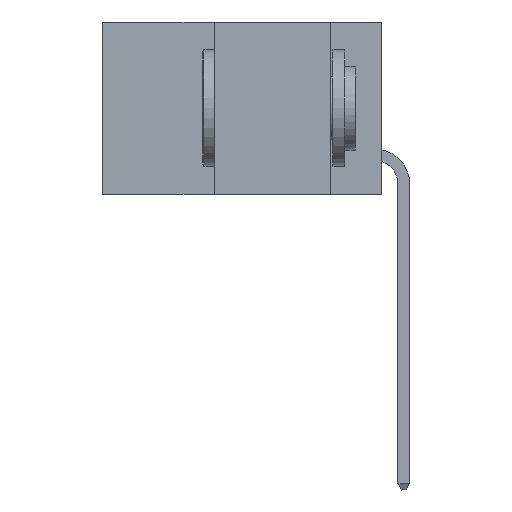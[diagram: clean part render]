
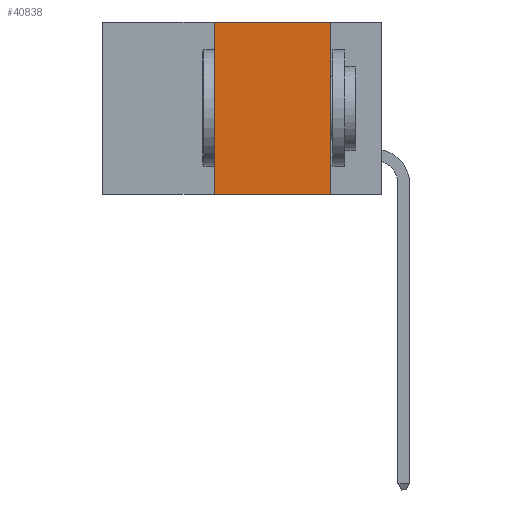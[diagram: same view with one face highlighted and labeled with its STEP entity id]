
A CAD part, left-side view. The second image highlights one B-rep face of the part: STEP entity #40838.
In plain terms, the highlighted planar face has unit normal (-1, 0, 0).
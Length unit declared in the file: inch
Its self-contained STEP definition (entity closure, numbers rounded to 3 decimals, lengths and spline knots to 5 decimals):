
#2611 = EDGE_CURVE ( 'NONE', #8131, #7674, #25043, .T. ) ;
#3858 = DIRECTION ( 'NONE',  ( 0., -1., 0. ) ) ;
#3905 = EDGE_CURVE ( 'NONE', #7674, #21147, #36170, .T. ) ;
#4110 = CARTESIAN_POINT ( 'NONE',  ( 0., 0.11, -0.37 ) ) ;
#4773 = VECTOR ( 'NONE', #28565, 39.37008 ) ;
#7425 = LINE ( 'NONE', #20874, #11850 ) ;
#7674 = VERTEX_POINT ( 'NONE', #22674 ) ;
#8131 = VERTEX_POINT ( 'NONE', #16951 ) ;
#9502 = DIRECTION ( 'NONE',  ( 0., -1., 0. ) ) ;
#9979 = ORIENTED_EDGE ( 'NONE', *, *, #2611, .F. ) ;
#10237 = FACE_OUTER_BOUND ( 'NONE', #12449, .T. ) ;
#10867 = VECTOR ( 'NONE', #3858, 39.37008 ) ;
#11850 = VECTOR ( 'NONE', #9502, 39.37008 ) ;
#12449 = EDGE_LOOP ( 'NONE', ( #25773, #24538, #9979, #24996 ) ) ;
#12857 = CARTESIAN_POINT ( 'NONE',  ( 0., 0.6, 0. ) ) ;
#15379 = PLANE ( 'NONE',  #37048 ) ;
#16951 = CARTESIAN_POINT ( 'NONE',  ( 0., 0.36, -0.37 ) ) ;
#18953 = DIRECTION ( 'NONE',  ( 1., 0., 0. ) ) ;
#19131 = CARTESIAN_POINT ( 'NONE',  ( 0., 0.36, 0. ) ) ;
#19459 = EDGE_CURVE ( 'NONE', #21147, #22466, #36306, .T. ) ;
#20431 = VECTOR ( 'NONE', #32152, 39.37008 ) ;
#20874 = CARTESIAN_POINT ( 'NONE',  ( 0., 0.6, -0.37 ) ) ;
#21147 = VERTEX_POINT ( 'NONE', #35036 ) ;
#22466 = VERTEX_POINT ( 'NONE', #4110 ) ;
#22674 = CARTESIAN_POINT ( 'NONE',  ( 0., 0.36, 0. ) ) ;
#24538 = ORIENTED_EDGE ( 'NONE', *, *, #3905, .F. ) ;
#24996 = ORIENTED_EDGE ( 'NONE', *, *, #32016, .T. ) ;
#25043 = LINE ( 'NONE', #19131, #4773 ) ;
#25773 = ORIENTED_EDGE ( 'NONE', *, *, #19459, .F. ) ;
#28565 = DIRECTION ( 'NONE',  ( 0., 0., 1. ) ) ;
#28906 = DIRECTION ( 'NONE',  ( 0., 0., -1. ) ) ;
#29127 = CARTESIAN_POINT ( 'NONE',  ( 0., 0.11, 0. ) ) ;
#31696 = CARTESIAN_POINT ( 'NONE',  ( 0., 0.6, 0. ) ) ;
#32016 = EDGE_CURVE ( 'NONE', #8131, #22466, #7425, .T. ) ;
#32152 = DIRECTION ( 'NONE',  ( 0., 0., -1. ) ) ;
#35036 = CARTESIAN_POINT ( 'NONE',  ( 0., 0.11, 0. ) ) ;
#36170 = LINE ( 'NONE', #31696, #10867 ) ;
#36306 = LINE ( 'NONE', #29127, #20431 ) ;
#37048 = AXIS2_PLACEMENT_3D ( 'NONE', #12857, #18953, #28906 ) ;
#40838 = ADVANCED_FACE ( 'NONE', ( #10237 ), #15379, .F. ) ;
